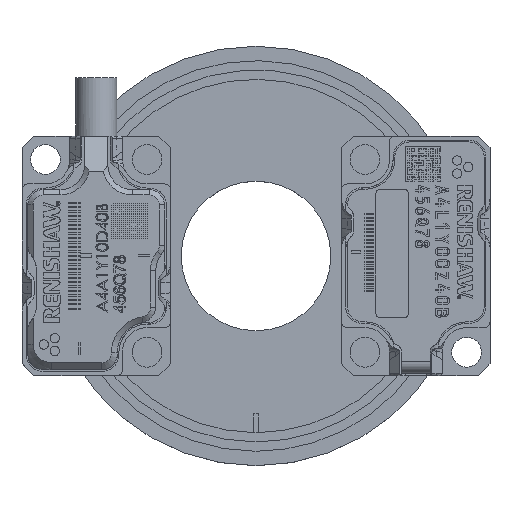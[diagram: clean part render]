
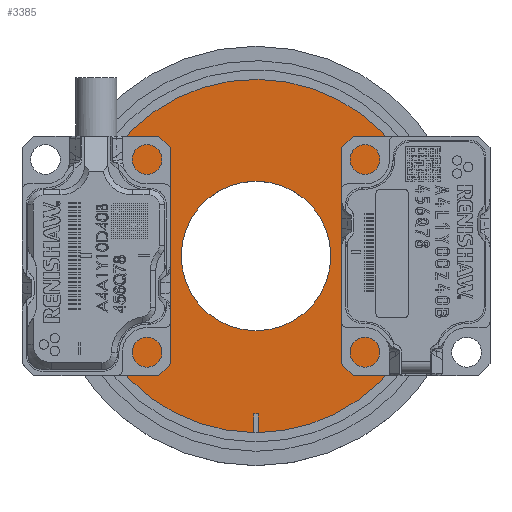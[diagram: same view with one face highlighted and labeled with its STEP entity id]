
A CAD part, top view. The second image highlights one B-rep face of the part: STEP entity #3385.
In plain terms, the highlighted planar face has unit normal (0, 0, 1).
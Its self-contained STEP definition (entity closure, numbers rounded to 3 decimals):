
#658=FACE_BOUND('',#8743,.T.);
#659=FACE_BOUND('',#8744,.T.);
#1509=CIRCLE('',#37535,6.4);
#3385=ADVANCED_FACE('',(#658,#659),#4887,.T.);
#4887=PLANE('',#37538);
#8743=EDGE_LOOP('',(#19777,#19778,#19779,#19780));
#8744=EDGE_LOOP('',(#19781));
#10470=B_SPLINE_CURVE_WITH_KNOTS('',3,(#62998,#62999,#63000,#63001),
 .UNSPECIFIED.,.F.,.F.,(4,4),(0.,1.),.UNSPECIFIED.);
#10471=B_SPLINE_CURVE_WITH_KNOTS('',3,(#63003,#63004,#63005,#63006),
 .UNSPECIFIED.,.F.,.F.,(4,4),(0.,1.),.UNSPECIFIED.);
#10472=B_SPLINE_CURVE_WITH_KNOTS('',3,(#63008,#63009,#63010,#63011),
 .UNSPECIFIED.,.F.,.F.,(4,4),(0.,1.),.UNSPECIFIED.);
#10474=B_SPLINE_CURVE_WITH_KNOTS('',3,(#63039,#63040,#63041,#63042,#63043,
#63044,#63045,#63046,#63047,#63048,#63049,#63050,#63051,#63052,#63053,#63054,
#63055,#63056),.UNSPECIFIED.,.F.,.F.,(4,2,2,2,2,2,2,2,4),(0.,0.125,0.25,
0.375,0.5,0.625,0.75,0.875,1.),.UNSPECIFIED.);
#19777=ORIENTED_EDGE('',*,*,#28837,.F.);
#19778=ORIENTED_EDGE('',*,*,#28841,.F.);
#19779=ORIENTED_EDGE('',*,*,#28839,.F.);
#19780=ORIENTED_EDGE('',*,*,#28838,.F.);
#19781=ORIENTED_EDGE('',*,*,#28845,.F.);
#23863=VERTEX_POINT('',#62996);
#23864=VERTEX_POINT('',#62997);
#23865=VERTEX_POINT('',#63002);
#23866=VERTEX_POINT('',#63007);
#23871=VERTEX_POINT('',#63092);
#28837=EDGE_CURVE('',#23863,#23865,#10470,.T.);
#28838=EDGE_CURVE('',#23865,#23866,#10471,.T.);
#28839=EDGE_CURVE('',#23866,#23864,#10472,.T.);
#28841=EDGE_CURVE('',#23864,#23863,#10474,.T.);
#28845=EDGE_CURVE('',#23871,#23871,#1509,.T.);
#37535=AXIS2_PLACEMENT_3D('',#63091,#44798,#44799);
#37538=AXIS2_PLACEMENT_3D('',#63095,#44804,#44805);
#44798=DIRECTION('',(0.,0.,1.));
#44799=DIRECTION('',(0.,-1.,0.));
#44804=DIRECTION('',(0.,0.,1.));
#44805=DIRECTION('',(1.,0.,0.));
#62996=CARTESIAN_POINT('',(20.203,-4.865,47.5));
#62997=CARTESIAN_POINT('',(19.853,-4.865,47.5));
#62998=CARTESIAN_POINT('',(20.203,-4.864,47.5));
#62999=CARTESIAN_POINT('',(20.203,-4.331,47.5));
#63000=CARTESIAN_POINT('',(20.203,-3.798,47.5));
#63001=CARTESIAN_POINT('',(20.203,-3.266,47.5));
#63002=CARTESIAN_POINT('',(20.203,-3.266,47.5));
#63003=CARTESIAN_POINT('',(20.203,-3.266,47.5));
#63004=CARTESIAN_POINT('',(20.086,-3.266,47.5));
#63005=CARTESIAN_POINT('',(19.97,-3.266,47.5));
#63006=CARTESIAN_POINT('',(19.853,-3.266,47.5));
#63007=CARTESIAN_POINT('',(19.853,-3.266,47.5));
#63008=CARTESIAN_POINT('',(19.853,-3.266,47.5));
#63009=CARTESIAN_POINT('',(19.853,-3.798,47.5));
#63010=CARTESIAN_POINT('',(19.853,-4.331,47.5));
#63011=CARTESIAN_POINT('',(19.853,-4.864,47.5));
#63039=CARTESIAN_POINT('',(19.853,-4.865,47.5));
#63040=CARTESIAN_POINT('',(15.867,-4.82,47.5));
#63041=CARTESIAN_POINT('',(12.043,-3.188,47.5));
#63042=CARTESIAN_POINT('',(6.452,2.497,47.5));
#63043=CARTESIAN_POINT('',(4.891,6.349,47.5));
#63044=CARTESIAN_POINT('',(4.935,14.326,47.5));
#63045=CARTESIAN_POINT('',(6.541,18.155,47.5));
#63046=CARTESIAN_POINT('',(12.201,23.784,47.5));
#63047=CARTESIAN_POINT('',(16.033,25.365,47.5));
#63048=CARTESIAN_POINT('',(24.023,25.366,47.5));
#63049=CARTESIAN_POINT('',(27.854,23.785,47.5));
#63050=CARTESIAN_POINT('',(33.517,18.154,47.5));
#63051=CARTESIAN_POINT('',(35.121,14.328,47.5));
#63052=CARTESIAN_POINT('',(35.166,6.347,47.5));
#63053=CARTESIAN_POINT('',(33.605,2.499,47.5));
#63054=CARTESIAN_POINT('',(28.012,-3.189,47.5));
#63055=CARTESIAN_POINT('',(24.188,-4.82,47.5));
#63056=CARTESIAN_POINT('',(20.203,-4.865,47.5));
#63091=CARTESIAN_POINT('',(20.028,10.25,47.5));
#63092=CARTESIAN_POINT('',(20.028,3.85,47.5));
#63095=CARTESIAN_POINT('',(20.028,10.25,47.5));
